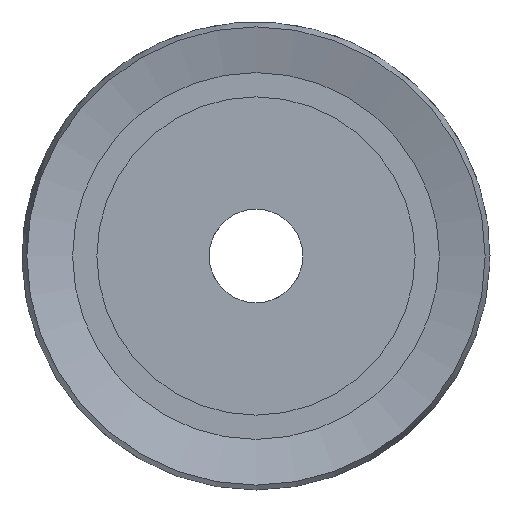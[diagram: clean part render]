
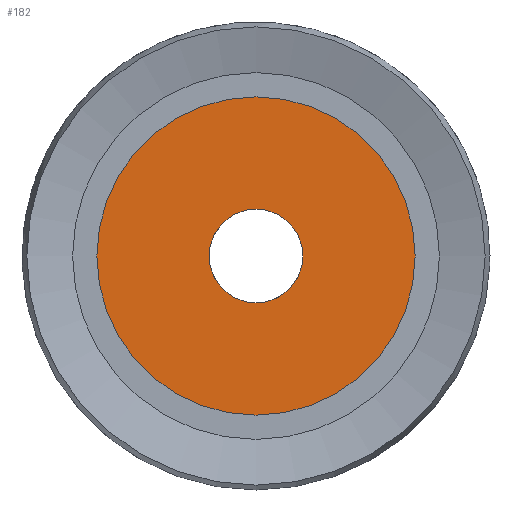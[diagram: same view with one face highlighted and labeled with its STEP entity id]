
A CAD part, left-side view. The second image highlights one B-rep face of the part: STEP entity #182.
In plain terms, the highlighted planar face has unit normal (-1, 0, 0).
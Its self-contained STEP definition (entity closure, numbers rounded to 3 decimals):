
#182 = ADVANCED_FACE( '', ( #423, #424 ), #425, .F. );
#423 = FACE_OUTER_BOUND( '', #916, .T. );
#424 = FACE_BOUND( '', #917, .T. );
#425 = PLANE( '', #918 );
#916 = EDGE_LOOP( '', ( #1410 ) );
#917 = EDGE_LOOP( '', ( #1411 ) );
#918 = AXIS2_PLACEMENT_3D( '', #1412, #1413, #1414 );
#1410 = ORIENTED_EDGE( '', *, *, #3177, .F. );
#1411 = ORIENTED_EDGE( '', *, *, #3175, .T. );
#1412 = CARTESIAN_POINT( '', ( -5.15, 0., 0. ) );
#1413 = DIRECTION( '', ( 1., 0., 0. ) );
#1414 = DIRECTION( '', ( 0., 0., -1. ) );
#3175 = EDGE_CURVE( '', #3710, #3710, #3711, .T. );
#3177 = EDGE_CURVE( '', #3714, #3714, #3715, .T. );
#3710 = VERTEX_POINT( '', #4601 );
#3711 = CIRCLE( '', #4602, 2.5 );
#3714 = VERTEX_POINT( '', #4648 );
#3715 = CIRCLE( '', #4649, 8.5 );
#4601 = CARTESIAN_POINT( '', ( -5.15, 0., -2.5 ) );
#4602 = AXIS2_PLACEMENT_3D( '', #5895, #5896, #5897 );
#4648 = CARTESIAN_POINT( '', ( -5.15, 0., -8.5 ) );
#4649 = AXIS2_PLACEMENT_3D( '', #5898, #5899, #5900 );
#5895 = CARTESIAN_POINT( '', ( -5.15, 0., 0. ) );
#5896 = DIRECTION( '', ( 1., 0., 0. ) );
#5897 = DIRECTION( '', ( 0., 0., -1. ) );
#5898 = CARTESIAN_POINT( '', ( -5.15, 0., 0. ) );
#5899 = DIRECTION( '', ( 1., 0., 0. ) );
#5900 = DIRECTION( '', ( 0., 0., -1. ) );
